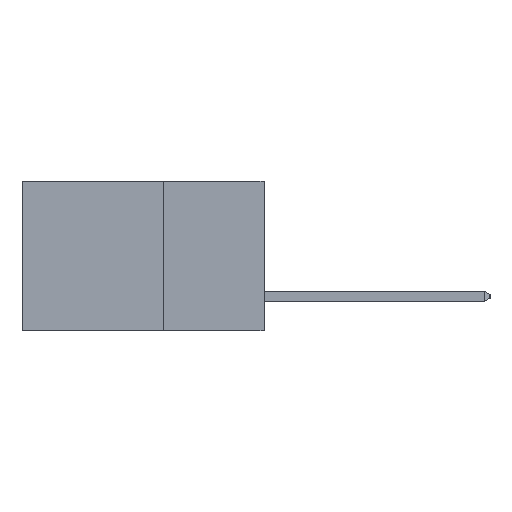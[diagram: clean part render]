
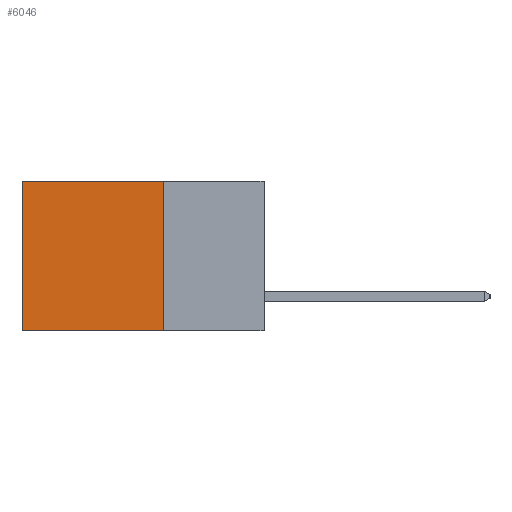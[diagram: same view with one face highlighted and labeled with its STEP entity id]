
A CAD part, left-side view. The second image highlights one B-rep face of the part: STEP entity #6046.
In plain terms, the highlighted planar face has unit normal (-1, 0, 0).
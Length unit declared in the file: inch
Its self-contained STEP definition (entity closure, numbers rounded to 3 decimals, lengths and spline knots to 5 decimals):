
#155 = VECTOR ( 'NONE', #9835, 39.37008 ) ;
#543 = CARTESIAN_POINT ( 'NONE',  ( 0.2615, 0.25, -0.37 ) ) ;
#986 = VERTEX_POINT ( 'NONE', #1706 ) ;
#1426 = DIRECTION ( 'NONE',  ( 0., 1., 0. ) ) ;
#1589 = ORIENTED_EDGE ( 'NONE', *, *, #8118, .T. ) ;
#1686 = CARTESIAN_POINT ( 'NONE',  ( 0.2615, 0.25, 0. ) ) ;
#1706 = CARTESIAN_POINT ( 'NONE',  ( 0.2615, 0.25, -0.37 ) ) ;
#1944 = VERTEX_POINT ( 'NONE', #9324 ) ;
#2199 = AXIS2_PLACEMENT_3D ( 'NONE', #8373, #3613, #9133 ) ;
#2567 = DIRECTION ( 'NONE',  ( 0., 1., 0. ) ) ;
#2818 = ORIENTED_EDGE ( 'NONE', *, *, #6395, .F. ) ;
#3105 = VERTEX_POINT ( 'NONE', #3366 ) ;
#3366 = CARTESIAN_POINT ( 'NONE',  ( 0.2615, 0.6, -0.37 ) ) ;
#3520 = VECTOR ( 'NONE', #1426, 39.37008 ) ;
#3613 = DIRECTION ( 'NONE',  ( 1., 0., 0. ) ) ;
#4375 = EDGE_CURVE ( 'NONE', #1944, #3105, #6867, .T. ) ;
#5212 = LINE ( 'NONE', #543, #3520 ) ;
#5324 = LINE ( 'NONE', #1686, #9192 ) ;
#6007 = CARTESIAN_POINT ( 'NONE',  ( 0.2615, 0.6, -0.37 ) ) ;
#6026 = PLANE ( 'NONE',  #2199 ) ;
#6046 = ADVANCED_FACE ( 'NONE', ( #8383 ), #6026, .F. ) ;
#6178 = DIRECTION ( 'NONE',  ( 0., 0., -1. ) ) ;
#6291 = VECTOR ( 'NONE', #6178, 39.37008 ) ;
#6395 = EDGE_CURVE ( 'NONE', #986, #3105, #5212, .T. ) ;
#6498 = CARTESIAN_POINT ( 'NONE',  ( 0.2615, 0.25, 0. ) ) ;
#6539 = LINE ( 'NONE', #7728, #6291 ) ;
#6867 = LINE ( 'NONE', #6007, #155 ) ;
#7406 = ORIENTED_EDGE ( 'NONE', *, *, #7770, .F. ) ;
#7728 = CARTESIAN_POINT ( 'NONE',  ( 0.2615, 0.25, -0.37 ) ) ;
#7770 = EDGE_CURVE ( 'NONE', #9229, #986, #6539, .T. ) ;
#7926 = EDGE_LOOP ( 'NONE', ( #10446, #2818, #7406, #1589 ) ) ;
#8118 = EDGE_CURVE ( 'NONE', #9229, #1944, #5324, .T. ) ;
#8373 = CARTESIAN_POINT ( 'NONE',  ( 0.2615, 0.25, -0.37 ) ) ;
#8383 = FACE_OUTER_BOUND ( 'NONE', #7926, .T. ) ;
#9133 = DIRECTION ( 'NONE',  ( 0., 0., -1. ) ) ;
#9192 = VECTOR ( 'NONE', #2567, 39.37008 ) ;
#9229 = VERTEX_POINT ( 'NONE', #6498 ) ;
#9324 = CARTESIAN_POINT ( 'NONE',  ( 0.2615, 0.6, 0. ) ) ;
#9835 = DIRECTION ( 'NONE',  ( 0., 0., -1. ) ) ;
#10446 = ORIENTED_EDGE ( 'NONE', *, *, #4375, .T. ) ;
